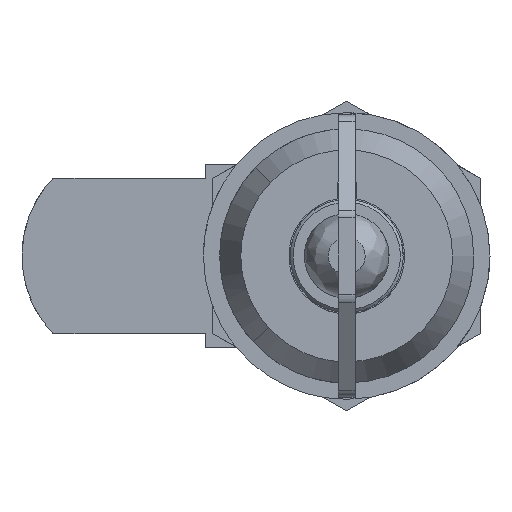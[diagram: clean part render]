
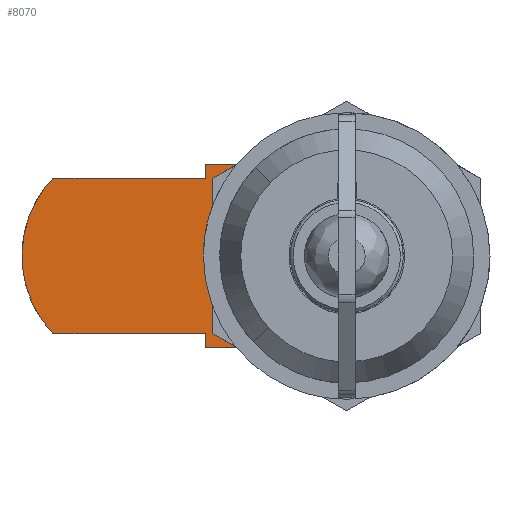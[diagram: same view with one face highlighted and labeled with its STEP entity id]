
A CAD part, front view. The second image highlights one B-rep face of the part: STEP entity #8070.
In plain terms, the highlighted free-form (B-spline) face has degree [1, 1] with [2, 2] control points.
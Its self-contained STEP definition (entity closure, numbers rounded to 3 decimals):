
#7927=CARTESIAN_POINT('',(17.5,-7.974,7.149));
#7928=CARTESIAN_POINT('',(17.5,24.474,7.149));
#7929=CARTESIAN_POINT('',(17.5,-7.974,-7.149));
#7930=CARTESIAN_POINT('',(17.5,24.474,-7.149));
#7931=B_SPLINE_SURFACE_WITH_KNOTS('',1,1,((#7927,#7929),(#7928,#7930)),.UNSPECIFIED.,.F.,.F.,.U.,(2,2),(2,2),(0.0,32.447),(0.0,14.299),.UNSPECIFIED.);
#7932=CARTESIAN_POINT('',(17.5,20.809,-5.5));
#7933=VERTEX_POINT('',#7932);
#7934=CARTESIAN_POINT('',(17.5,20.809,5.5));
#7935=VERTEX_POINT('',#7934);
#7936=CARTESIAN_POINT('',(17.5,20.809,-5.5));
#7937=CARTESIAN_POINT('',(17.5,21.309,-4.973));
#7938=CARTESIAN_POINT('',(17.5,21.94,-4.091));
#7939=CARTESIAN_POINT('',(17.5,22.586,-2.647));
#7940=CARTESIAN_POINT('',(17.5,22.88,-1.543));
#7941=CARTESIAN_POINT('',(17.5,23.019,-0.317));
#7942=CARTESIAN_POINT('',(17.5,22.993,0.76));
#7943=CARTESIAN_POINT('',(17.5,22.799,1.883));
#7944=CARTESIAN_POINT('',(17.5,22.469,2.94));
#7945=CARTESIAN_POINT('',(17.5,21.87,4.199));
#7946=CARTESIAN_POINT('',(17.5,21.244,5.041));
#7947=CARTESIAN_POINT('',(17.5,20.809,5.5));
#7948=B_SPLINE_CURVE_WITH_KNOTS('',3,(#7936,#7937,#7938,#7939,#7940,#7941,#7942,#7943,#7944,#7945,#7946,#7947),.UNSPECIFIED.,.F.,.U.,(4,1,1,1,1,1,1,1,1,4),(0.,2.179,3.222,4.738,5.591,6.917,7.959,9.002,10.234,12.129),.UNSPECIFIED.);
#7949=EDGE_CURVE('',#7933,#7935,#7948,.T.);
#7950=ORIENTED_EDGE('',*,*,#7949,.F.);
#7951=CARTESIAN_POINT('',(17.5,10.0,-5.5));
#7952=VERTEX_POINT('',#7951);
#7953=CARTESIAN_POINT('',(17.5,20.809,-5.5));
#7954=CARTESIAN_POINT('',(17.5,10.0,-5.5));
#7955=QUASI_UNIFORM_CURVE('',1,(#7953,#7954),.UNSPECIFIED.,.F.,.U.);
#7956=EDGE_CURVE('',#7933,#7952,#7955,.T.);
#7957=ORIENTED_EDGE('',*,*,#7956,.T.);
#7958=CARTESIAN_POINT('',(17.5,10.0,-6.5));
#7959=VERTEX_POINT('',#7958);
#7960=CARTESIAN_POINT('',(17.5,10.0,-5.5));
#7961=CARTESIAN_POINT('',(17.5,10.0,-6.5));
#7962=QUASI_UNIFORM_CURVE('',1,(#7960,#7961),.UNSPECIFIED.,.F.,.U.);
#7963=EDGE_CURVE('',#7952,#7959,#7962,.T.);
#7964=ORIENTED_EDGE('',*,*,#7963,.T.);
#7965=CARTESIAN_POINT('',(17.5,0.0,-6.5));
#7966=VERTEX_POINT('',#7965);
#7967=CARTESIAN_POINT('',(17.5,10.0,-6.5));
#7968=CARTESIAN_POINT('',(17.5,0.0,-6.5));
#7969=QUASI_UNIFORM_CURVE('',1,(#7967,#7968),.UNSPECIFIED.,.F.,.U.);
#7970=EDGE_CURVE('',#7959,#7966,#7969,.T.);
#7971=ORIENTED_EDGE('',*,*,#7970,.T.);
#7972=CARTESIAN_POINT('',(17.5,-6.5,0.));
#7973=VERTEX_POINT('',#7972);
#7974=CARTESIAN_POINT('',(17.5,-6.5,0.));
#7975=CARTESIAN_POINT('',(17.5,-6.5,-0.425));
#7976=CARTESIAN_POINT('',(17.5,-6.427,-1.17));
#7977=CARTESIAN_POINT('',(17.5,-6.149,-2.172));
#7978=CARTESIAN_POINT('',(17.5,-5.702,-3.198));
#7979=CARTESIAN_POINT('',(17.5,-5.012,-4.218));
#7980=CARTESIAN_POINT('',(17.5,-4.063,-5.12));
#7981=CARTESIAN_POINT('',(17.5,-3.191,-5.688));
#7982=CARTESIAN_POINT('',(17.5,-2.274,-6.115));
#7983=CARTESIAN_POINT('',(17.5,-1.25,-6.419));
#7984=CARTESIAN_POINT('',(17.5,-0.425,-6.5));
#7985=CARTESIAN_POINT('',(17.5,0.0,-6.5));
#7986=B_SPLINE_CURVE_WITH_KNOTS('',3,(#7974,#7975,#7976,#7977,#7978,#7979,#7980,#7981,#7982,#7983,#7984,#7985),.UNSPECIFIED.,.F.,.U.,(4,1,1,1,1,1,1,1,1,4),(0.,1.276,2.233,3.111,4.627,5.903,7.02,7.737,8.934,10.21),.UNSPECIFIED.);
#7987=EDGE_CURVE('',#7973,#7966,#7986,.T.);
#7988=ORIENTED_EDGE('',*,*,#7987,.F.);
#7989=CARTESIAN_POINT('',(17.5,0.,6.5));
#7990=VERTEX_POINT('',#7989);
#7991=CARTESIAN_POINT('',(17.5,0.,6.5));
#7992=CARTESIAN_POINT('',(17.5,-0.372,6.5));
#7993=CARTESIAN_POINT('',(17.5,-1.197,6.429));
#7994=CARTESIAN_POINT('',(17.5,-2.251,6.13));
#7995=CARTESIAN_POINT('',(17.5,-3.311,5.629));
#7996=CARTESIAN_POINT('',(17.5,-4.299,4.942));
#7997=CARTESIAN_POINT('',(17.5,-5.154,4.021));
#7998=CARTESIAN_POINT('',(17.5,-5.81,2.985));
#7999=CARTESIAN_POINT('',(17.5,-6.342,1.702));
#8000=CARTESIAN_POINT('',(17.5,-6.5,0.638));
#8001=CARTESIAN_POINT('',(17.5,-6.5,0.));
#8002=B_SPLINE_CURVE_WITH_KNOTS('',3,(#7991,#7992,#7993,#7994,#7995,#7996,#7997,#7998,#7999,#8000,#8001),.UNSPECIFIED.,.F.,.U.,(4,1,1,1,1,1,1,1,4),(0.,1.117,2.473,3.27,4.627,6.062,7.02,8.296,10.21),.UNSPECIFIED.);
#8003=EDGE_CURVE('',#7990,#7973,#8002,.T.);
#8004=ORIENTED_EDGE('',*,*,#8003,.F.);
#8005=CARTESIAN_POINT('',(17.5,10.0,6.5));
#8006=VERTEX_POINT('',#8005);
#8007=CARTESIAN_POINT('',(17.5,0.,6.5));
#8008=CARTESIAN_POINT('',(17.5,10.0,6.5));
#8009=QUASI_UNIFORM_CURVE('',1,(#8007,#8008),.UNSPECIFIED.,.F.,.U.);
#8010=EDGE_CURVE('',#7990,#8006,#8009,.T.);
#8011=ORIENTED_EDGE('',*,*,#8010,.T.);
#8012=CARTESIAN_POINT('',(17.5,10.0,5.5));
#8013=VERTEX_POINT('',#8012);
#8014=CARTESIAN_POINT('',(17.5,10.0,6.5));
#8015=CARTESIAN_POINT('',(17.5,10.0,5.5));
#8016=QUASI_UNIFORM_CURVE('',1,(#8014,#8015),.UNSPECIFIED.,.F.,.U.);
#8017=EDGE_CURVE('',#8006,#8013,#8016,.T.);
#8018=ORIENTED_EDGE('',*,*,#8017,.T.);
#8019=CARTESIAN_POINT('',(17.5,10.0,5.5));
#8020=CARTESIAN_POINT('',(17.5,20.809,5.5));
#8021=QUASI_UNIFORM_CURVE('',1,(#8019,#8020),.UNSPECIFIED.,.F.,.U.);
#8022=EDGE_CURVE('',#8013,#7935,#8021,.T.);
#8023=ORIENTED_EDGE('',*,*,#8022,.T.);
#8024=EDGE_LOOP('',(#7950,#7957,#7964,#7971,#7988,#8004,#8011,#8018,#8023));
#8025=FACE_OUTER_BOUND('',#8024,.T.);
#8026=CARTESIAN_POINT('',(17.5,-1.7,-1.833));
#8027=VERTEX_POINT('',#8026);
#8028=CARTESIAN_POINT('',(17.5,1.7,-1.833));
#8029=VERTEX_POINT('',#8028);
#8030=CARTESIAN_POINT('',(17.5,-1.7,-1.833));
#8031=CARTESIAN_POINT('',(17.5,-1.543,-1.979));
#8032=CARTESIAN_POINT('',(17.5,-1.159,-2.252));
#8033=CARTESIAN_POINT('',(17.5,-0.565,-2.462));
#8034=CARTESIAN_POINT('',(17.5,0.058,-2.52));
#8035=CARTESIAN_POINT('',(17.5,0.584,-2.452));
#8036=CARTESIAN_POINT('',(17.5,1.172,-2.237));
#8037=CARTESIAN_POINT('',(17.5,1.514,-2.005));
#8038=CARTESIAN_POINT('',(17.5,1.7,-1.833));
#8039=B_SPLINE_CURVE_WITH_KNOTS('',3,(#8030,#8031,#8032,#8033,#8034,#8035,#8036,#8037,#8038),.UNSPECIFIED.,.F.,.U.,(4,1,1,1,1,1,4),(0.,0.643,1.402,1.869,2.512,2.979,3.739),.UNSPECIFIED.);
#8040=EDGE_CURVE('',#8027,#8029,#8039,.T.);
#8041=ORIENTED_EDGE('',*,*,#8040,.T.);
#8042=CARTESIAN_POINT('',(17.5,1.7,1.833));
#8043=VERTEX_POINT('',#8042);
#8044=CARTESIAN_POINT('',(17.5,1.7,-1.833));
#8045=CARTESIAN_POINT('',(17.5,1.7,1.833));
#8046=QUASI_UNIFORM_CURVE('',1,(#8044,#8045),.UNSPECIFIED.,.F.,.U.);
#8047=EDGE_CURVE('',#8029,#8043,#8046,.T.);
#8048=ORIENTED_EDGE('',*,*,#8047,.T.);
#8049=CARTESIAN_POINT('',(17.5,-1.7,1.833));
#8050=VERTEX_POINT('',#8049);
#8051=CARTESIAN_POINT('',(17.5,1.7,1.833));
#8052=CARTESIAN_POINT('',(17.5,1.572,1.952));
#8053=CARTESIAN_POINT('',(17.5,1.289,2.163));
#8054=CARTESIAN_POINT('',(17.5,0.72,2.426));
#8055=CARTESIAN_POINT('',(17.5,0.058,2.535));
#8056=CARTESIAN_POINT('',(17.5,-0.584,2.452));
#8057=CARTESIAN_POINT('',(17.5,-1.172,2.237));
#8058=CARTESIAN_POINT('',(17.5,-1.514,2.005));
#8059=CARTESIAN_POINT('',(17.5,-1.7,1.833));
#8060=B_SPLINE_CURVE_WITH_KNOTS('',3,(#8051,#8052,#8053,#8054,#8055,#8056,#8057,#8058,#8059),.UNSPECIFIED.,.F.,.U.,(4,1,1,1,1,1,4),(0.,0.526,1.052,1.869,2.512,2.979,3.739),.UNSPECIFIED.);
#8061=EDGE_CURVE('',#8043,#8050,#8060,.T.);
#8062=ORIENTED_EDGE('',*,*,#8061,.T.);
#8063=CARTESIAN_POINT('',(17.5,-1.7,1.833));
#8064=CARTESIAN_POINT('',(17.5,-1.7,-1.833));
#8065=QUASI_UNIFORM_CURVE('',1,(#8063,#8064),.UNSPECIFIED.,.F.,.U.);
#8066=EDGE_CURVE('',#8050,#8027,#8065,.T.);
#8067=ORIENTED_EDGE('',*,*,#8066,.T.);
#8068=EDGE_LOOP('',(#8041,#8048,#8062,#8067));
#8069=FACE_BOUND('',#8068,.T.);
#8070=ADVANCED_FACE('',(#8025,#8069),#7931,.T.);
